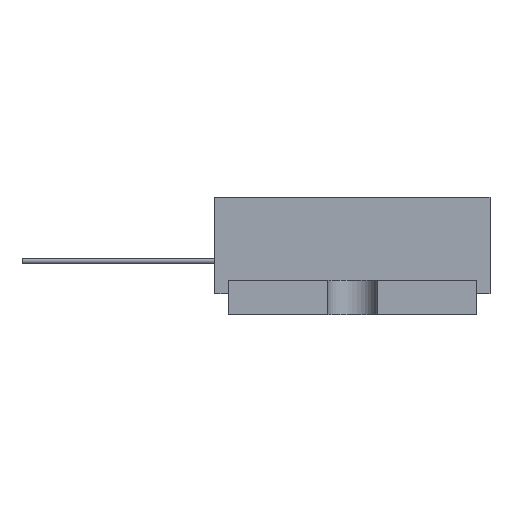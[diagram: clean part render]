
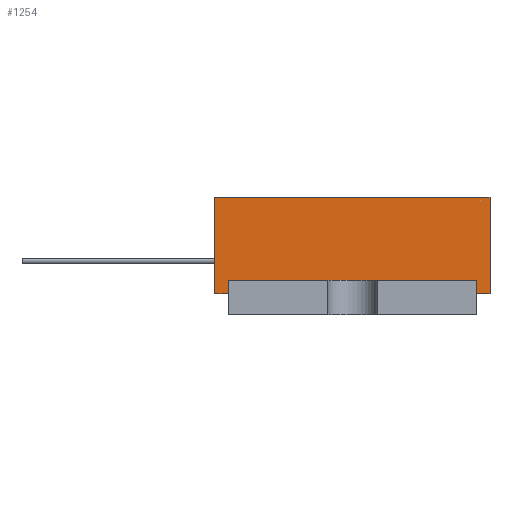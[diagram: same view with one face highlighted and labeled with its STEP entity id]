
A CAD part, left-side view. The second image highlights one B-rep face of the part: STEP entity #1254.
In plain terms, the highlighted planar face has unit normal (-1, 0, 0).
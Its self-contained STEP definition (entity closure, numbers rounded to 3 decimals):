
#1254=ADVANCED_FACE('',(#2451),#2453,.T.);
#2451=FACE_BOUND('',#2452,.T.);
#2452=EDGE_LOOP('',(#3567,#3568,#3569,#3570,#3571,#3572,#3573,#3574));
#2453=PLANE('',#2454);
#2454=AXIS2_PLACEMENT_3D('',#2455,#2456,#2457);
#2455=CARTESIAN_POINT('',(-27.5,10.,1.5));
#2456=DIRECTION('',(-1.,0.,0.));
#2457=DIRECTION('',(0.,-1.,0.));
#3567=ORIENTED_EDGE('',*,*,#4202,.T.);
#3568=ORIENTED_EDGE('',*,*,#4203,.T.);
#3569=ORIENTED_EDGE('',*,*,#4204,.T.);
#3570=ORIENTED_EDGE('',*,*,#4205,.T.);
#3571=ORIENTED_EDGE('',*,*,#3823,.F.);
#3572=ORIENTED_EDGE('',*,*,#4206,.F.);
#3573=ORIENTED_EDGE('',*,*,#4207,.T.);
#3574=ORIENTED_EDGE('',*,*,#4208,.T.);
#3823=EDGE_CURVE('',#4288,#4289,#4290,.T.);
#4202=EDGE_CURVE('',#4916,#4917,#4918,.T.);
#4203=EDGE_CURVE('',#4917,#4919,#4920,.T.);
#4204=EDGE_CURVE('',#4919,#4921,#4922,.T.);
#4205=EDGE_CURVE('',#4921,#4289,#4923,.T.);
#4206=EDGE_CURVE('',#4924,#4288,#4925,.T.);
#4207=EDGE_CURVE('',#4924,#4926,#4927,.T.);
#4208=EDGE_CURVE('',#4926,#4916,#4928,.T.);
#4288=VERTEX_POINT('',#5072);
#4289=VERTEX_POINT('',#5073);
#4290=LINE('',#5074,#5075);
#4916=VERTEX_POINT('',#6488);
#4917=VERTEX_POINT('',#6489);
#4918=LINE('',#6490,#6491);
#4919=VERTEX_POINT('',#6493);
#4920=LINE('',#6494,#6495);
#4921=VERTEX_POINT('',#6497);
#4922=LINE('',#6498,#6499);
#4923=LINE('',#6501,#6502);
#4924=VERTEX_POINT('',#6504);
#4925=LINE('',#6505,#6506);
#4926=VERTEX_POINT('',#6508);
#4927=LINE('',#6509,#6510);
#4928=LINE('',#6512,#6513);
#5072=CARTESIAN_POINT('',(-27.5,10.,8.5));
#5073=CARTESIAN_POINT('',(-27.5,-10.,8.5));
#5074=CARTESIAN_POINT('',(-27.5,10.,8.5));
#5075=VECTOR('',#5076,1.);
#5076=DIRECTION('',(0.,-1.,0.));
#6488=CARTESIAN_POINT('',(-27.5,9.,2.5));
#6489=CARTESIAN_POINT('',(-27.5,-9.,2.5));
#6490=CARTESIAN_POINT('',(-27.5,9.,2.5));
#6491=VECTOR('',#6492,1.);
#6492=DIRECTION('',(0.,-1.,0.));
#6493=CARTESIAN_POINT('',(-27.5,-9.,1.5));
#6494=CARTESIAN_POINT('',(-27.5,-9.,2.5));
#6495=VECTOR('',#6496,1.);
#6496=DIRECTION('',(0.,0.,-1.));
#6497=CARTESIAN_POINT('',(-27.5,-10.,1.5));
#6498=CARTESIAN_POINT('',(-27.5,-9.,1.5));
#6499=VECTOR('',#6500,1.);
#6500=DIRECTION('',(0.,-1.,0.));
#6501=CARTESIAN_POINT('',(-27.5,-10.,1.5));
#6502=VECTOR('',#6503,1.);
#6503=DIRECTION('',(0.,0.,1.));
#6504=CARTESIAN_POINT('',(-27.5,10.,1.5));
#6505=CARTESIAN_POINT('',(-27.5,10.,1.5));
#6506=VECTOR('',#6507,1.);
#6507=DIRECTION('',(0.,0.,1.));
#6508=CARTESIAN_POINT('',(-27.5,9.,1.5));
#6509=CARTESIAN_POINT('',(-27.5,10.,1.5));
#6510=VECTOR('',#6511,1.);
#6511=DIRECTION('',(0.,-1.,0.));
#6512=CARTESIAN_POINT('',(-27.5,9.,1.5));
#6513=VECTOR('',#6514,1.);
#6514=DIRECTION('',(0.,0.,1.));
